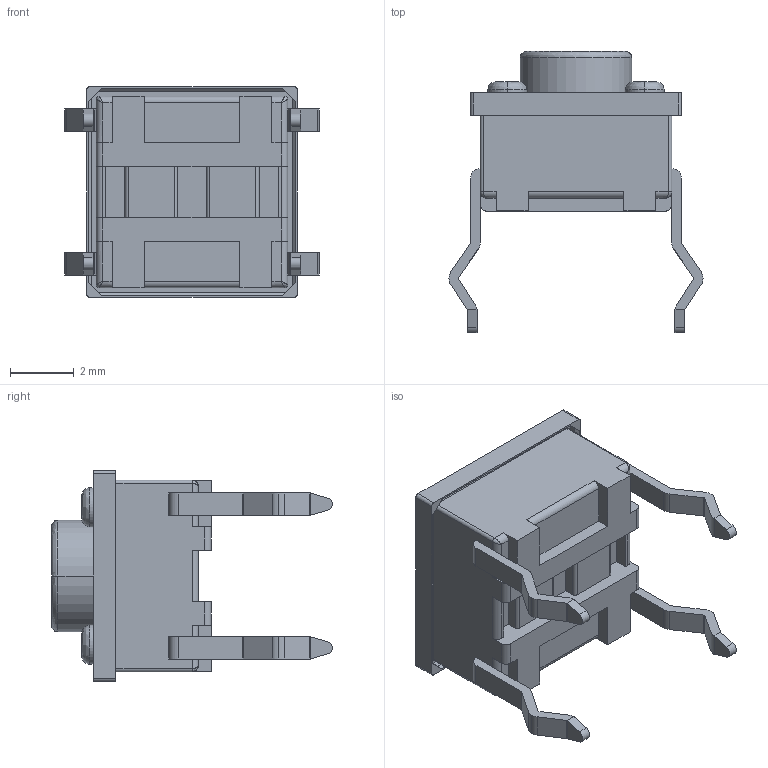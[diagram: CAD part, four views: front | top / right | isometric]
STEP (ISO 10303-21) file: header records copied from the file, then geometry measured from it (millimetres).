
FILE_DESCRIPTION(('STEP AP214'),'1');
FILE_NAME('skqjab.stp','2020-10-29T07:58:11',('TraceParts'),('TraceParts S.A.'),'Spatial InterOp 3D',' ',' ');
FILE_SCHEMA(('AUTOMOTIVE_DESIGN { 1 0 10303 214 1 1 1 1 }'));
Length unit declared in the file: millimetre
Products named in the file (1): skqjab
Bounding box: 7.96 x 8.8 x 6.6 mm (x, y, z)
Volume: 144.1 mm3; surface area: 275.2 mm2
Topology: 1 solids, 5 shells, 268 faces, 706 edges, 450 vertices
Faces by surface type: plane 140, cylinder 110, bspline 18
Entity records: 10721 total; most frequent: CARTESIAN_POINT 1961, ORIENTED_EDGE 1396, DIRECTION 1368, EDGE_CURVE 698, AXIS2_PLACEMENT_3D 465, VERTEX_POINT 450, LINE 438, VECTOR 438
